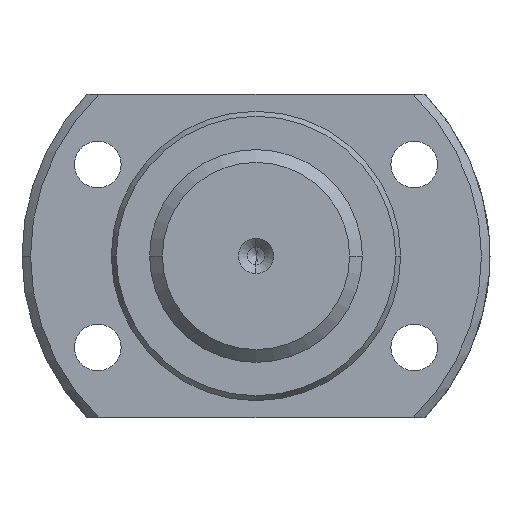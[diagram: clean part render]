
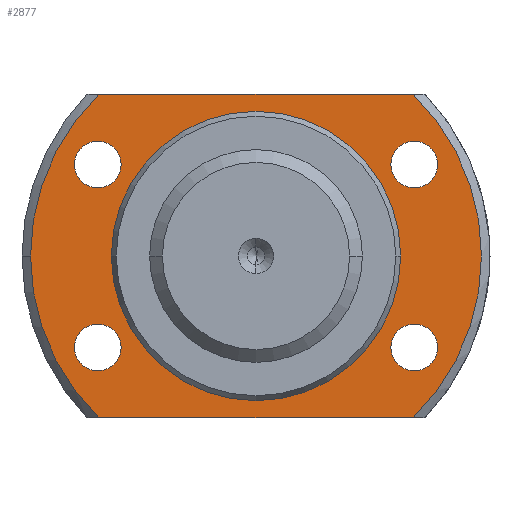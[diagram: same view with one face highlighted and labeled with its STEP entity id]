
A CAD part, left-side view. The second image highlights one B-rep face of the part: STEP entity #2877.
In plain terms, the highlighted planar face has unit normal (-1, 0, 0).
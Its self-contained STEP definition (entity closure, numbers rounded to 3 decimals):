
#8 = EDGE_CURVE ( 'NONE', #2405, #3210, #1826, .T. ) ;
#12 = ORIENTED_EDGE ( 'NONE', *, *, #2873, .F. ) ;
#102 = CARTESIAN_POINT ( 'NONE',  ( 12.5, 26.5, 0. ) ) ;
#112 = AXIS2_PLACEMENT_3D ( 'NONE', #549, #1755, #2829 ) ;
#115 = EDGE_CURVE ( 'NONE', #1277, #477, #2569, .T. ) ;
#118 = AXIS2_PLACEMENT_3D ( 'NONE', #1435, #2261, #219 ) ;
#219 = DIRECTION ( 'NONE',  ( 0., 1., 0. ) ) ;
#233 = CIRCLE ( 'NONE', #2330, 17. ) ;
#271 = CARTESIAN_POINT ( 'NONE',  ( 12.5, 15.85, 10.75 ) ) ;
#357 = CIRCLE ( 'NONE', #1086, 17. ) ;
#382 = EDGE_LOOP ( 'NONE', ( #2672, #2425 ) ) ;
#403 = CARTESIAN_POINT ( 'NONE',  ( 12.5, 0., 0. ) ) ;
#416 = EDGE_LOOP ( 'NONE', ( #489, #12, #2536, #1232, #2684 ) ) ;
#474 = CIRCLE ( 'NONE', #118, 2.75 ) ;
#477 = VERTEX_POINT ( 'NONE', #3062 ) ;
#489 = ORIENTED_EDGE ( 'NONE', *, *, #8, .F. ) ;
#498 = FACE_BOUND ( 'NONE', #2888, .T. ) ;
#509 = DIRECTION ( 'NONE',  ( 0., 1., 0. ) ) ;
#518 = ORIENTED_EDGE ( 'NONE', *, *, #2924, .T. ) ;
#519 = AXIS2_PLACEMENT_3D ( 'NONE', #3578, #3557, #3276 ) ;
#526 = AXIS2_PLACEMENT_3D ( 'NONE', #2213, #553, #509 ) ;
#533 = FACE_BOUND ( 'NONE', #790, .T. ) ;
#549 = CARTESIAN_POINT ( 'NONE',  ( 12.5, 18.6, 10.75 ) ) ;
#551 = VERTEX_POINT ( 'NONE', #3501 ) ;
#553 = DIRECTION ( 'NONE',  ( 1., 0., 0. ) ) ;
#577 = CIRCLE ( 'NONE', #958, 2.75 ) ;
#583 = CIRCLE ( 'NONE', #2334, 26.5 ) ;
#637 = CARTESIAN_POINT ( 'NONE',  ( 12.5, 15.85, -10.75 ) ) ;
#790 = EDGE_LOOP ( 'NONE', ( #3086, #3649 ) ) ;
#809 = CARTESIAN_POINT ( 'NONE',  ( 12.5, -21.35, -10.75 ) ) ;
#858 = EDGE_CURVE ( 'NONE', #2710, #1950, #1623, .T. ) ;
#903 = CIRCLE ( 'NONE', #2976, 2.75 ) ;
#918 = VERTEX_POINT ( 'NONE', #1243 ) ;
#958 = AXIS2_PLACEMENT_3D ( 'NONE', #1501, #2340, #2357 ) ;
#973 = EDGE_CURVE ( 'NONE', #1580, #551, #233, .T. ) ;
#984 = CARTESIAN_POINT ( 'NONE',  ( 12.5, 18.473, -19. ) ) ;
#999 = DIRECTION ( 'NONE',  ( 0., 1., 0. ) ) ;
#1056 = DIRECTION ( 'NONE',  ( 1., 0., 0. ) ) ;
#1086 = AXIS2_PLACEMENT_3D ( 'NONE', #2054, #1231, #3154 ) ;
#1116 = ORIENTED_EDGE ( 'NONE', *, *, #2792, .T. ) ;
#1117 = CARTESIAN_POINT ( 'NONE',  ( 12.5, -17., 0. ) ) ;
#1125 = EDGE_CURVE ( 'NONE', #3210, #477, #1627, .T. ) ;
#1149 = EDGE_CURVE ( 'NONE', #2582, #2556, #3633, .T. ) ;
#1191 = VECTOR ( 'NONE', #2587, 1000. ) ;
#1231 = DIRECTION ( 'NONE',  ( 1., 0., 0. ) ) ;
#1232 = ORIENTED_EDGE ( 'NONE', *, *, #115, .T. ) ;
#1243 = CARTESIAN_POINT ( 'NONE',  ( 12.5, 21.35, -10.75 ) ) ;
#1277 = VERTEX_POINT ( 'NONE', #984 ) ;
#1357 = CARTESIAN_POINT ( 'NONE',  ( 12.5, 21.35, 10.75 ) ) ;
#1379 = FACE_OUTER_BOUND ( 'NONE', #416, .T. ) ;
#1411 = VERTEX_POINT ( 'NONE', #637 ) ;
#1427 = VERTEX_POINT ( 'NONE', #102 ) ;
#1435 = CARTESIAN_POINT ( 'NONE',  ( 12.5, 18.6, 10.75 ) ) ;
#1501 = CARTESIAN_POINT ( 'NONE',  ( 12.5, -18.6, -10.75 ) ) ;
#1580 = VERTEX_POINT ( 'NONE', #2580 ) ;
#1603 = DIRECTION ( 'NONE',  ( 1., 0., 0. ) ) ;
#1623 = CIRCLE ( 'NONE', #1690, 2.75 ) ;
#1627 = CIRCLE ( 'NONE', #2506, 26.5 ) ;
#1687 = FACE_BOUND ( 'NONE', #2282, .T. ) ;
#1690 = AXIS2_PLACEMENT_3D ( 'NONE', #2669, #2952, #3535 ) ;
#1754 = CIRCLE ( 'NONE', #526, 26.5 ) ;
#1755 = DIRECTION ( 'NONE',  ( 1., 0., 0. ) ) ;
#1826 = LINE ( 'NONE', #2937, #2028 ) ;
#1874 = EDGE_CURVE ( 'NONE', #1411, #918, #3625, .T. ) ;
#1889 = CARTESIAN_POINT ( 'NONE',  ( 12.5, -15.85, -10.75 ) ) ;
#1935 = DIRECTION ( 'NONE',  ( 0., 1., 0. ) ) ;
#1950 = VERTEX_POINT ( 'NONE', #809 ) ;
#1959 = CARTESIAN_POINT ( 'NONE',  ( 12.5, 18.473, 19. ) ) ;
#1963 = DIRECTION ( 'NONE',  ( 1., 0., 0. ) ) ;
#1965 = EDGE_CURVE ( 'NONE', #918, #1411, #2562, .T. ) ;
#1984 = VERTEX_POINT ( 'NONE', #1357 ) ;
#2013 = PLANE ( 'NONE',  #2622 ) ;
#2028 = VECTOR ( 'NONE', #2391, 1000. ) ;
#2054 = CARTESIAN_POINT ( 'NONE',  ( 12.5, 0., 0. ) ) ;
#2068 = EDGE_CURVE ( 'NONE', #1950, #2710, #577, .T. ) ;
#2199 = EDGE_CURVE ( 'NONE', #1984, #2222, #3147, .T. ) ;
#2213 = CARTESIAN_POINT ( 'NONE',  ( 12.5, 0., 0. ) ) ;
#2222 = VERTEX_POINT ( 'NONE', #271 ) ;
#2247 = DIRECTION ( 'NONE',  ( 0., 1., 0. ) ) ;
#2261 = DIRECTION ( 'NONE',  ( 1., 0., 0. ) ) ;
#2282 = EDGE_LOOP ( 'NONE', ( #1116, #3301 ) ) ;
#2296 = EDGE_LOOP ( 'NONE', ( #2820, #518 ) ) ;
#2311 = CARTESIAN_POINT ( 'NONE',  ( 12.5, -17., -19. ) ) ;
#2330 = AXIS2_PLACEMENT_3D ( 'NONE', #403, #3277, #2688 ) ;
#2334 = AXIS2_PLACEMENT_3D ( 'NONE', #2472, #1056, #3192 ) ;
#2340 = DIRECTION ( 'NONE',  ( 1., 0., 0. ) ) ;
#2357 = DIRECTION ( 'NONE',  ( 0., 1., 0. ) ) ;
#2382 = EDGE_CURVE ( 'NONE', #1277, #1427, #583, .T. ) ;
#2391 = DIRECTION ( 'NONE',  ( 0., -1., 0. ) ) ;
#2405 = VERTEX_POINT ( 'NONE', #1959 ) ;
#2425 = ORIENTED_EDGE ( 'NONE', *, *, #2612, .T. ) ;
#2469 = CARTESIAN_POINT ( 'NONE',  ( 12.5, -18.6, 10.75 ) ) ;
#2472 = CARTESIAN_POINT ( 'NONE',  ( 12.5, 0., 0. ) ) ;
#2492 = DIRECTION ( 'NONE',  ( 0., 1., 0. ) ) ;
#2503 = FACE_BOUND ( 'NONE', #2296, .T. ) ;
#2506 = AXIS2_PLACEMENT_3D ( 'NONE', #3113, #3027, #2492 ) ;
#2536 = ORIENTED_EDGE ( 'NONE', *, *, #2382, .F. ) ;
#2556 = VERTEX_POINT ( 'NONE', #3173 ) ;
#2562 = CIRCLE ( 'NONE', #3262, 2.75 ) ;
#2569 = LINE ( 'NONE', #2311, #1191 ) ;
#2580 = CARTESIAN_POINT ( 'NONE',  ( 12.5, 17., 0. ) ) ;
#2582 = VERTEX_POINT ( 'NONE', #3437 ) ;
#2587 = DIRECTION ( 'NONE',  ( 0., -1., 0. ) ) ;
#2612 = EDGE_CURVE ( 'NONE', #551, #1580, #357, .T. ) ;
#2613 = ORIENTED_EDGE ( 'NONE', *, *, #1874, .T. ) ;
#2622 = AXIS2_PLACEMENT_3D ( 'NONE', #1117, #3639, #2247 ) ;
#2669 = CARTESIAN_POINT ( 'NONE',  ( 12.5, -18.6, -10.75 ) ) ;
#2672 = ORIENTED_EDGE ( 'NONE', *, *, #973, .T. ) ;
#2684 = ORIENTED_EDGE ( 'NONE', *, *, #1125, .F. ) ;
#2688 = DIRECTION ( 'NONE',  ( 0., 1., 0. ) ) ;
#2710 = VERTEX_POINT ( 'NONE', #1889 ) ;
#2754 = CARTESIAN_POINT ( 'NONE',  ( 12.5, -18.6, 10.75 ) ) ;
#2792 = EDGE_CURVE ( 'NONE', #2556, #2582, #903, .T. ) ;
#2815 = DIRECTION ( 'NONE',  ( 0., 1., 0. ) ) ;
#2820 = ORIENTED_EDGE ( 'NONE', *, *, #2199, .T. ) ;
#2829 = DIRECTION ( 'NONE',  ( 0., 1., 0. ) ) ;
#2873 = EDGE_CURVE ( 'NONE', #1427, #2405, #1754, .T. ) ;
#2877 = ADVANCED_FACE ( 'NONE', ( #2503, #1687, #533, #498, #3118, #1379 ), #2013, .F. ) ;
#2888 = EDGE_LOOP ( 'NONE', ( #3171, #2613 ) ) ;
#2924 = EDGE_CURVE ( 'NONE', #2222, #1984, #474, .T. ) ;
#2937 = CARTESIAN_POINT ( 'NONE',  ( 12.5, -17., 19. ) ) ;
#2952 = DIRECTION ( 'NONE',  ( 1., 0., 0. ) ) ;
#2976 = AXIS2_PLACEMENT_3D ( 'NONE', #2469, #1603, #999 ) ;
#2997 = CARTESIAN_POINT ( 'NONE',  ( 12.5, -18.473, 19. ) ) ;
#3027 = DIRECTION ( 'NONE',  ( 1., 0., 0. ) ) ;
#3062 = CARTESIAN_POINT ( 'NONE',  ( 12.5, -18.473, -19. ) ) ;
#3086 = ORIENTED_EDGE ( 'NONE', *, *, #858, .T. ) ;
#3113 = CARTESIAN_POINT ( 'NONE',  ( 12.5, 0., 0. ) ) ;
#3118 = FACE_BOUND ( 'NONE', #382, .T. ) ;
#3147 = CIRCLE ( 'NONE', #112, 2.75 ) ;
#3154 = DIRECTION ( 'NONE',  ( 0., 1., 0. ) ) ;
#3171 = ORIENTED_EDGE ( 'NONE', *, *, #1965, .T. ) ;
#3173 = CARTESIAN_POINT ( 'NONE',  ( 12.5, -15.85, 10.75 ) ) ;
#3192 = DIRECTION ( 'NONE',  ( 0., 1., 0. ) ) ;
#3210 = VERTEX_POINT ( 'NONE', #2997 ) ;
#3262 = AXIS2_PLACEMENT_3D ( 'NONE', #3631, #3310, #2815 ) ;
#3276 = DIRECTION ( 'NONE',  ( 0., 1., 0. ) ) ;
#3277 = DIRECTION ( 'NONE',  ( 1., 0., 0. ) ) ;
#3301 = ORIENTED_EDGE ( 'NONE', *, *, #1149, .T. ) ;
#3310 = DIRECTION ( 'NONE',  ( 1., 0., 0. ) ) ;
#3437 = CARTESIAN_POINT ( 'NONE',  ( 12.5, -21.35, 10.75 ) ) ;
#3501 = CARTESIAN_POINT ( 'NONE',  ( 12.5, -17., 0. ) ) ;
#3535 = DIRECTION ( 'NONE',  ( 0., 1., 0. ) ) ;
#3557 = DIRECTION ( 'NONE',  ( 1., 0., 0. ) ) ;
#3571 = AXIS2_PLACEMENT_3D ( 'NONE', #2754, #1963, #1935 ) ;
#3578 = CARTESIAN_POINT ( 'NONE',  ( 12.5, 18.6, -10.75 ) ) ;
#3625 = CIRCLE ( 'NONE', #519, 2.75 ) ;
#3631 = CARTESIAN_POINT ( 'NONE',  ( 12.5, 18.6, -10.75 ) ) ;
#3633 = CIRCLE ( 'NONE', #3571, 2.75 ) ;
#3639 = DIRECTION ( 'NONE',  ( 1., 0., 0. ) ) ;
#3649 = ORIENTED_EDGE ( 'NONE', *, *, #2068, .T. ) ;
